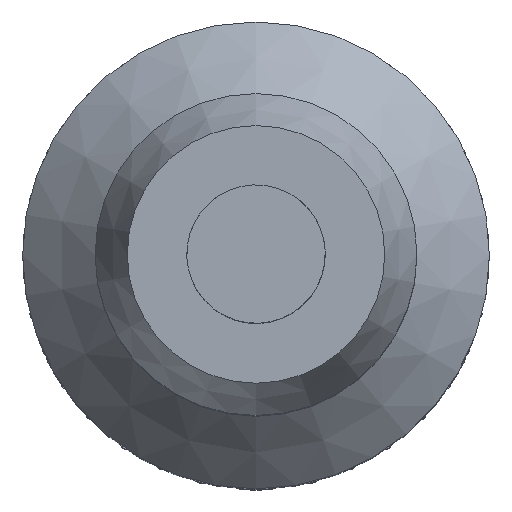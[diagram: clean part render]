
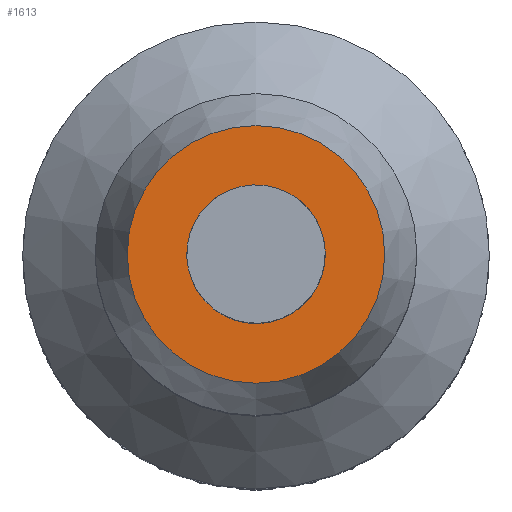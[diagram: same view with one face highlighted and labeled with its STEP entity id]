
A CAD part, top view. The second image highlights one B-rep face of the part: STEP entity #1613.
In plain terms, the highlighted planar face has unit normal (0, 0, 1).
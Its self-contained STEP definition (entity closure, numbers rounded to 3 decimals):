
#1482 = CONICAL_SURFACE('',#1483,4.,0.381);
#1483 = AXIS2_PLACEMENT_3D('',#1484,#1485,#1486);
#1484 = CARTESIAN_POINT('',(0.,0.,43.9));
#1485 = DIRECTION('',(0.,0.,-1.));
#1486 = DIRECTION('',(0.,-1.,0.));
#1543 = VERTEX_POINT('',#1544);
#1544 = CARTESIAN_POINT('',(0.,4.,43.9));
#1564 = EDGE_CURVE('',#1543,#1543,#1565,.T.);
#1565 = SURFACE_CURVE('',#1566,(#1571,#1600),.PCURVE_S1.);
#1566 = CIRCLE('',#1567,4.);
#1567 = AXIS2_PLACEMENT_3D('',#1568,#1569,#1570);
#1568 = CARTESIAN_POINT('',(0.,0.,43.9));
#1569 = DIRECTION('',(0.,0.,1.));
#1570 = DIRECTION('',(0.,1.,0.));
#1571 = PCURVE('',#1482,#1572);
#1572 = DEFINITIONAL_REPRESENTATION('',(#1573),#1599);
#1573 = B_SPLINE_CURVE_WITH_KNOTS('',3,(#1574,#1575,#1576,#1577,#1578,
    #1579,#1580,#1581,#1582,#1583,#1584,#1585,#1586,#1587,#1588,#1589,
    #1590,#1591,#1592,#1593,#1594,#1595,#1596,#1597,#1598),
  .UNSPECIFIED.,.F.,.F.,(4,1,1,1,1,1,1,1,1,1,1,1,1,1,1,1,1,1,1,1,1,1,4),
  (0.,0.286,0.571,0.857,1.142,
    1.428,1.714,1.999,2.285,
    2.57,2.856,3.142,3.427,
    3.713,3.998,4.284,4.57,
    4.855,5.141,5.426,5.712,
    5.998,6.283),.QUASI_UNIFORM_KNOTS.);
#1574 = CARTESIAN_POINT('',(9.425,0.));
#1575 = CARTESIAN_POINT('',(9.33,0.));
#1576 = CARTESIAN_POINT('',(9.139,0.));
#1577 = CARTESIAN_POINT('',(8.854,0.));
#1578 = CARTESIAN_POINT('',(8.568,0.));
#1579 = CARTESIAN_POINT('',(8.282,0.));
#1580 = CARTESIAN_POINT('',(7.997,0.));
#1581 = CARTESIAN_POINT('',(7.711,0.));
#1582 = CARTESIAN_POINT('',(7.426,0.));
#1583 = CARTESIAN_POINT('',(7.14,0.));
#1584 = CARTESIAN_POINT('',(6.854,0.));
#1585 = CARTESIAN_POINT('',(6.569,0.));
#1586 = CARTESIAN_POINT('',(6.283,0.));
#1587 = CARTESIAN_POINT('',(5.998,0.));
#1588 = CARTESIAN_POINT('',(5.712,0.));
#1589 = CARTESIAN_POINT('',(5.426,0.));
#1590 = CARTESIAN_POINT('',(5.141,0.));
#1591 = CARTESIAN_POINT('',(4.855,0.));
#1592 = CARTESIAN_POINT('',(4.57,0.));
#1593 = CARTESIAN_POINT('',(4.284,0.));
#1594 = CARTESIAN_POINT('',(3.998,0.));
#1595 = CARTESIAN_POINT('',(3.713,0.));
#1596 = CARTESIAN_POINT('',(3.427,0.));
#1597 = CARTESIAN_POINT('',(3.237,0.));
#1598 = CARTESIAN_POINT('',(3.142,0.));
#1599 = ( GEOMETRIC_REPRESENTATION_CONTEXT(2) 
PARAMETRIC_REPRESENTATION_CONTEXT() REPRESENTATION_CONTEXT('2D SPACE',''
  ) );
#1600 = PCURVE('',#1601,#1606);
#1601 = PLANE('',#1602);
#1602 = AXIS2_PLACEMENT_3D('',#1603,#1604,#1605);
#1603 = CARTESIAN_POINT('',(0.,0.,43.9));
#1604 = DIRECTION('',(0.,0.,1.));
#1605 = DIRECTION('',(0.,1.,0.));
#1606 = DEFINITIONAL_REPRESENTATION('',(#1607),#1611);
#1607 = CIRCLE('',#1608,4.);
#1608 = AXIS2_PLACEMENT_2D('',#1609,#1610);
#1609 = CARTESIAN_POINT('',(0.,0.));
#1610 = DIRECTION('',(1.,0.));
#1611 = ( GEOMETRIC_REPRESENTATION_CONTEXT(2) 
PARAMETRIC_REPRESENTATION_CONTEXT() REPRESENTATION_CONTEXT('2D SPACE',''
  ) );
#1613 = ADVANCED_FACE('',(#1614,#1617),#1601,.T.);
#1614 = FACE_BOUND('',#1615,.T.);
#1615 = EDGE_LOOP('',(#1616));
#1616 = ORIENTED_EDGE('',*,*,#1564,.T.);
#1617 = FACE_BOUND('',#1618,.T.);
#1618 = EDGE_LOOP('',(#1619,#1676));
#1619 = ORIENTED_EDGE('',*,*,#1620,.T.);
#1620 = EDGE_CURVE('',#1621,#1623,#1625,.T.);
#1621 = VERTEX_POINT('',#1622);
#1622 = CARTESIAN_POINT('',(2.15,0.,43.9));
#1623 = VERTEX_POINT('',#1624);
#1624 = CARTESIAN_POINT('',(-1.986,-0.824,43.9));
#1625 = SURFACE_CURVE('',#1626,(#1631,#1642),.PCURVE_S1.);
#1626 = CIRCLE('',#1627,2.15);
#1627 = AXIS2_PLACEMENT_3D('',#1628,#1629,#1630);
#1628 = CARTESIAN_POINT('',(0.,0.,43.9
    ));
#1629 = DIRECTION('',(0.,0.,-1.));
#1630 = DIRECTION('',(1.,0.,0.));
#1631 = PCURVE('',#1601,#1632);
#1632 = DEFINITIONAL_REPRESENTATION('',(#1633),#1641);
#1633 = ( BOUNDED_CURVE() B_SPLINE_CURVE(2,(#1634,#1635,#1636,#1637,
#1638,#1639,#1640),.UNSPECIFIED.,.F.,.F.) B_SPLINE_CURVE_WITH_KNOTS((1,2
    ,2,2,2,1),(-2.094,0.,2.094,4.189,
6.283,8.378),.UNSPECIFIED.) CURVE() 
GEOMETRIC_REPRESENTATION_ITEM() RATIONAL_B_SPLINE_CURVE((1.,0.5,1.,0.5,
1.,0.5,1.)) REPRESENTATION_ITEM('') );
#1634 = CARTESIAN_POINT('',(0.,-2.15));
#1635 = CARTESIAN_POINT('',(-3.724,-2.15));
#1636 = CARTESIAN_POINT('',(-1.862,1.075));
#1637 = CARTESIAN_POINT('',(0.,4.3));
#1638 = CARTESIAN_POINT('',(1.862,1.075));
#1639 = CARTESIAN_POINT('',(3.724,-2.15));
#1640 = CARTESIAN_POINT('',(0.,-2.15));
#1641 = ( GEOMETRIC_REPRESENTATION_CONTEXT(2) 
PARAMETRIC_REPRESENTATION_CONTEXT() REPRESENTATION_CONTEXT('2D SPACE',''
  ) );
#1642 = PCURVE('',#1643,#1648);
#1643 = CYLINDRICAL_SURFACE('',#1644,2.15);
#1644 = AXIS2_PLACEMENT_3D('',#1645,#1646,#1647);
#1645 = CARTESIAN_POINT('',(0.,0.,50.1
    ));
#1646 = DIRECTION('',(0.,0.,-1.));
#1647 = DIRECTION('',(-1.,0.,0.));
#1648 = DEFINITIONAL_REPRESENTATION('',(#1649),#1675);
#1649 = B_SPLINE_CURVE_WITH_KNOTS('',3,(#1650,#1651,#1652,#1653,#1654,
    #1655,#1656,#1657,#1658,#1659,#1660,#1661,#1662,#1663,#1664,#1665,
    #1666,#1667,#1668,#1669,#1670,#1671,#1672,#1673,#1674),
  .UNSPECIFIED.,.F.,.F.,(4,1,1,1,1,1,1,1,1,1,1,1,1,1,1,1,1,1,1,1,1,1,4),
  (0.,0.286,0.571,0.857,1.142,
    1.428,1.714,1.999,2.285,
    2.57,2.856,3.142,3.427,
    3.713,3.998,4.284,4.57,
    4.855,5.141,5.426,5.712,
    5.998,6.283),.QUASI_UNIFORM_KNOTS.);
#1650 = CARTESIAN_POINT('',(9.425,6.2));
#1651 = CARTESIAN_POINT('',(9.52,6.2));
#1652 = CARTESIAN_POINT('',(9.71,6.2));
#1653 = CARTESIAN_POINT('',(9.996,6.2));
#1654 = CARTESIAN_POINT('',(10.282,6.2));
#1655 = CARTESIAN_POINT('',(10.567,6.2));
#1656 = CARTESIAN_POINT('',(10.853,6.2));
#1657 = CARTESIAN_POINT('',(11.138,6.2));
#1658 = CARTESIAN_POINT('',(11.424,6.2));
#1659 = CARTESIAN_POINT('',(11.71,6.2));
#1660 = CARTESIAN_POINT('',(11.995,6.2));
#1661 = CARTESIAN_POINT('',(12.281,6.2));
#1662 = CARTESIAN_POINT('',(12.566,6.2));
#1663 = CARTESIAN_POINT('',(12.852,6.2));
#1664 = CARTESIAN_POINT('',(13.138,6.2));
#1665 = CARTESIAN_POINT('',(13.423,6.2));
#1666 = CARTESIAN_POINT('',(13.709,6.2));
#1667 = CARTESIAN_POINT('',(13.994,6.2));
#1668 = CARTESIAN_POINT('',(14.28,6.2));
#1669 = CARTESIAN_POINT('',(14.566,6.2));
#1670 = CARTESIAN_POINT('',(14.851,6.2));
#1671 = CARTESIAN_POINT('',(15.137,6.2));
#1672 = CARTESIAN_POINT('',(15.422,6.2));
#1673 = CARTESIAN_POINT('',(15.613,6.2));
#1674 = CARTESIAN_POINT('',(15.708,6.2));
#1675 = ( GEOMETRIC_REPRESENTATION_CONTEXT(2) 
PARAMETRIC_REPRESENTATION_CONTEXT() REPRESENTATION_CONTEXT('2D SPACE',''
  ) );
#1676 = ORIENTED_EDGE('',*,*,#1677,.T.);
#1677 = EDGE_CURVE('',#1623,#1621,#1678,.T.);
#1678 = SURFACE_CURVE('',#1679,(#1684,#1695),.PCURVE_S1.);
#1679 = CIRCLE('',#1680,2.15);
#1680 = AXIS2_PLACEMENT_3D('',#1681,#1682,#1683);
#1681 = CARTESIAN_POINT('',(0.,0.,43.9
    ));
#1682 = DIRECTION('',(0.,0.,-1.));
#1683 = DIRECTION('',(1.,0.,0.));
#1684 = PCURVE('',#1601,#1685);
#1685 = DEFINITIONAL_REPRESENTATION('',(#1686),#1694);
#1686 = ( BOUNDED_CURVE() B_SPLINE_CURVE(2,(#1687,#1688,#1689,#1690,
#1691,#1692,#1693),.UNSPECIFIED.,.F.,.F.) B_SPLINE_CURVE_WITH_KNOTS((1,2
    ,2,2,2,1),(-2.094,0.,2.094,4.189,
6.283,8.378),.UNSPECIFIED.) CURVE() 
GEOMETRIC_REPRESENTATION_ITEM() RATIONAL_B_SPLINE_CURVE((1.,0.5,1.,0.5,
1.,0.5,1.)) REPRESENTATION_ITEM('') );
#1687 = CARTESIAN_POINT('',(0.,-2.15));
#1688 = CARTESIAN_POINT('',(-3.724,-2.15));
#1689 = CARTESIAN_POINT('',(-1.862,1.075));
#1690 = CARTESIAN_POINT('',(0.,4.3));
#1691 = CARTESIAN_POINT('',(1.862,1.075));
#1692 = CARTESIAN_POINT('',(3.724,-2.15));
#1693 = CARTESIAN_POINT('',(0.,-2.15));
#1694 = ( GEOMETRIC_REPRESENTATION_CONTEXT(2) 
PARAMETRIC_REPRESENTATION_CONTEXT() REPRESENTATION_CONTEXT('2D SPACE',''
  ) );
#1695 = PCURVE('',#1643,#1696);
#1696 = DEFINITIONAL_REPRESENTATION('',(#1697),#1723);
#1697 = B_SPLINE_CURVE_WITH_KNOTS('',3,(#1698,#1699,#1700,#1701,#1702,
    #1703,#1704,#1705,#1706,#1707,#1708,#1709,#1710,#1711,#1712,#1713,
    #1714,#1715,#1716,#1717,#1718,#1719,#1720,#1721,#1722),
  .UNSPECIFIED.,.F.,.F.,(4,1,1,1,1,1,1,1,1,1,1,1,1,1,1,1,1,1,1,1,1,1,4),
  (0.,0.286,0.571,0.857,1.142,
    1.428,1.714,1.999,2.285,
    2.57,2.856,3.142,3.427,
    3.713,3.998,4.284,4.57,
    4.855,5.141,5.426,5.712,
    5.998,6.283),.QUASI_UNIFORM_KNOTS.);
#1698 = CARTESIAN_POINT('',(3.142,6.2));
#1699 = CARTESIAN_POINT('',(3.237,6.2));
#1700 = CARTESIAN_POINT('',(3.427,6.2));
#1701 = CARTESIAN_POINT('',(3.713,6.2));
#1702 = CARTESIAN_POINT('',(3.998,6.2));
#1703 = CARTESIAN_POINT('',(4.284,6.2));
#1704 = CARTESIAN_POINT('',(4.57,6.2));
#1705 = CARTESIAN_POINT('',(4.855,6.2));
#1706 = CARTESIAN_POINT('',(5.141,6.2));
#1707 = CARTESIAN_POINT('',(5.426,6.2));
#1708 = CARTESIAN_POINT('',(5.712,6.2));
#1709 = CARTESIAN_POINT('',(5.998,6.2));
#1710 = CARTESIAN_POINT('',(6.283,6.2));
#1711 = CARTESIAN_POINT('',(6.569,6.2));
#1712 = CARTESIAN_POINT('',(6.854,6.2));
#1713 = CARTESIAN_POINT('',(7.14,6.2));
#1714 = CARTESIAN_POINT('',(7.426,6.2));
#1715 = CARTESIAN_POINT('',(7.711,6.2));
#1716 = CARTESIAN_POINT('',(7.997,6.2));
#1717 = CARTESIAN_POINT('',(8.282,6.2));
#1718 = CARTESIAN_POINT('',(8.568,6.2));
#1719 = CARTESIAN_POINT('',(8.854,6.2));
#1720 = CARTESIAN_POINT('',(9.139,6.2));
#1721 = CARTESIAN_POINT('',(9.33,6.2));
#1722 = CARTESIAN_POINT('',(9.425,6.2));
#1723 = ( GEOMETRIC_REPRESENTATION_CONTEXT(2) 
PARAMETRIC_REPRESENTATION_CONTEXT() REPRESENTATION_CONTEXT('2D SPACE',''
  ) );
